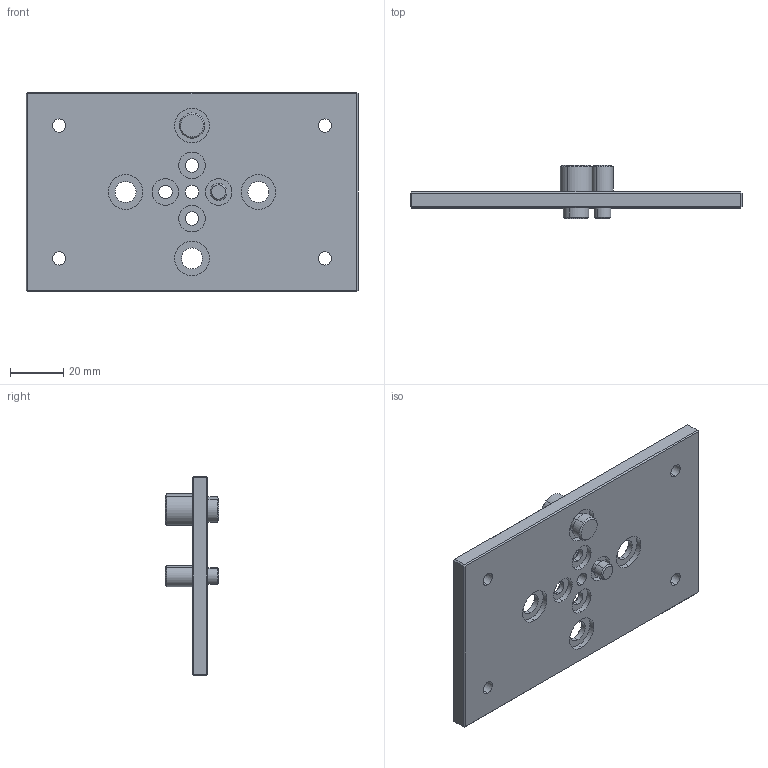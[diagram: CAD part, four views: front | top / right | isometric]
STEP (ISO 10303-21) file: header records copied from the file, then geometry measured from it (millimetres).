
FILE_DESCRIPTION (( 'STEP AP203' ), '1' );
FILE_NAME ('BP-DC.STEP', '2022-07-20T08:36:49', ( '' ), ( '' ), 'SwSTEP 2.0', 'SolidWorks 2021', '' );
FILE_SCHEMA (( 'CONFIG_CONTROL_DESIGN' ));
Length unit declared in the file: millimetre
Products named in the file (1): BP-DC
Bounding box: 125 x 20 x 75 mm (x, y, z)
Volume: 54186.1 mm3; surface area: 23576.8 mm2
Topology: 3 solids, 3 shells, 282 faces, 710 edges, 464 vertices
Faces by surface type: plane 200, cylinder 70, cone 12
Entity records: 8507 total; most frequent: CARTESIAN_POINT 1457, DIRECTION 1428, ORIENTED_EDGE 1420, EDGE_CURVE 710, VECTOR 558, LINE 558, VERTEX_POINT 464, AXIS2_PLACEMENT_3D 435
